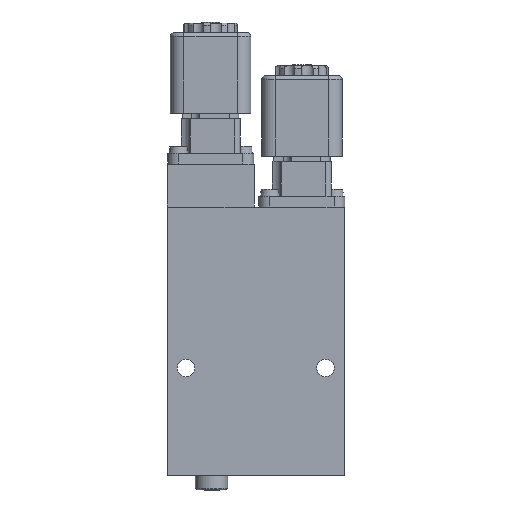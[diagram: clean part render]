
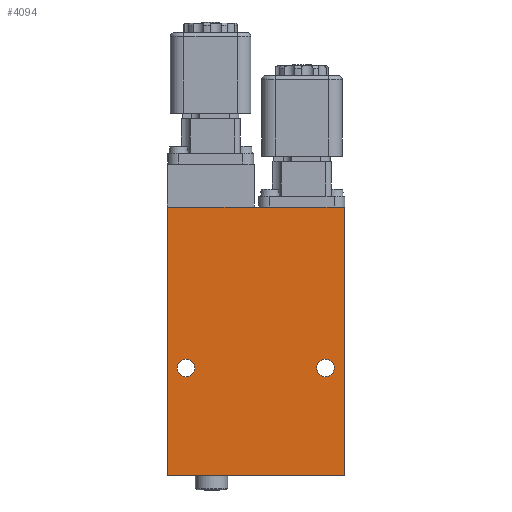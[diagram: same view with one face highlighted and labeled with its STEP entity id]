
A CAD part, front view. The second image highlights one B-rep face of the part: STEP entity #4094.
In plain terms, the highlighted planar face has unit normal (0, -1, 0).
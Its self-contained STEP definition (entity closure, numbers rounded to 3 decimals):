
#3855=CARTESIAN_POINT('',(38.0,-13.,0.0));
#3856=VERTEX_POINT('',#3855);
#3863=CARTESIAN_POINT('',(-28.,-13.0,0.0));
#3864=VERTEX_POINT('',#3863);
#3865=CARTESIAN_POINT('',(38.0,-13.,0.0));
#3866=DIRECTION('',(-1.0,0.0,0.0));
#3867=VECTOR('',#3866,66.);
#3868=LINE('',#3865,#3867);
#3869=EDGE_CURVE('',#3856,#3864,#3868,.T.);
#3995=CARTESIAN_POINT('',(-28.,-13.0,100.0));
#3996=VERTEX_POINT('',#3995);
#4005=CARTESIAN_POINT('',(-28.,-13.0,0.0));
#4006=DIRECTION('',(0.0,0.0,1.0));
#4007=VECTOR('',#4006,100.0);
#4008=LINE('',#4005,#4007);
#4009=EDGE_CURVE('',#3864,#3996,#4008,.T.);
#4025=CARTESIAN_POINT('',(38.0,-13.,0.0));
#4026=DIRECTION('',(0.0,-1.0,0.0));
#4027=DIRECTION('',(0.0,0.0,-1.0));
#4028=AXIS2_PLACEMENT_3D('',#4025,#4026,#4027);
#4029=PLANE('',#4028);
#4030=CARTESIAN_POINT('',(38.0,-13.,100.0));
#4031=VERTEX_POINT('',#4030);
#4032=CARTESIAN_POINT('',(34.,-13.,100.));
#4033=VERTEX_POINT('',#4032);
#4034=CARTESIAN_POINT('',(38.0,-13.,100.0));
#4035=DIRECTION('',(-1.0,0.0,0.0));
#4036=VECTOR('',#4035,4.);
#4037=LINE('',#4034,#4036);
#4038=EDGE_CURVE('',#4031,#4033,#4037,.T.);
#4039=ORIENTED_EDGE('',*,*,#4038,.T.);
#4040=CARTESIAN_POINT('',(10.,-13.,100.));
#4041=VERTEX_POINT('',#4040);
#4042=CARTESIAN_POINT('',(34.,-13.,100.0));
#4043=DIRECTION('',(-1.0,0.0,0.0));
#4044=VECTOR('',#4043,24.);
#4045=LINE('',#4042,#4044);
#4046=EDGE_CURVE('',#4033,#4041,#4045,.T.);
#4047=ORIENTED_EDGE('',*,*,#4046,.T.);
#4048=CARTESIAN_POINT('',(4.2,-13.,100.0));
#4049=VERTEX_POINT('',#4048);
#4050=CARTESIAN_POINT('',(10.,-13.,100.0));
#4051=DIRECTION('',(-1.0,0.0,0.0));
#4052=VECTOR('',#4051,5.8);
#4053=LINE('',#4050,#4052);
#4054=EDGE_CURVE('',#4041,#4049,#4053,.T.);
#4055=ORIENTED_EDGE('',*,*,#4054,.T.);
#4056=CARTESIAN_POINT('',(4.2,-13.,100.0));
#4057=DIRECTION('',(-1.0,0.0,0.0));
#4058=VECTOR('',#4057,32.2);
#4059=LINE('',#4056,#4058);
#4060=EDGE_CURVE('',#4049,#3996,#4059,.T.);
#4061=ORIENTED_EDGE('',*,*,#4060,.T.);
#4062=ORIENTED_EDGE('',*,*,#4009,.F.);
#4063=ORIENTED_EDGE('',*,*,#3869,.F.);
#4064=CARTESIAN_POINT('',(38.0,-13.,0.0));
#4065=DIRECTION('',(0.0,0.0,1.0));
#4066=VECTOR('',#4065,100.0);
#4067=LINE('',#4064,#4066);
#4068=EDGE_CURVE('',#3856,#4031,#4067,.T.);
#4069=ORIENTED_EDGE('',*,*,#4068,.T.);
#4070=EDGE_LOOP('',(#4039,#4047,#4055,#4061,#4062,#4063,#4069));
#4071=FACE_OUTER_BOUND('',#4070,.T.);
#4072=CARTESIAN_POINT('',(-24.45,-13.,40.0));
#4073=VERTEX_POINT('',#4072);
#4074=CARTESIAN_POINT('',(-21.2,-13.,40.0));
#4075=DIRECTION('',(0.0,1.0,0.0));
#4076=DIRECTION('',(1.0,0.0,0.0));
#4077=AXIS2_PLACEMENT_3D('',#4074,#4075,#4076);
#4078=CIRCLE('',#4077,3.25);
#4079=EDGE_CURVE('',#4073,#4073,#4078,.T.);
#4080=ORIENTED_EDGE('',*,*,#4079,.T.);
#4081=EDGE_LOOP('',(#4080));
#4082=FACE_BOUND('',#4081,.T.);
#4083=CARTESIAN_POINT('',(27.55,-13.,40.0));
#4084=VERTEX_POINT('',#4083);
#4085=CARTESIAN_POINT('',(30.8,-13.,40.0));
#4086=DIRECTION('',(0.0,1.0,0.0));
#4087=DIRECTION('',(1.0,0.0,0.0));
#4088=AXIS2_PLACEMENT_3D('',#4085,#4086,#4087);
#4089=CIRCLE('',#4088,3.25);
#4090=EDGE_CURVE('',#4084,#4084,#4089,.T.);
#4091=ORIENTED_EDGE('',*,*,#4090,.T.);
#4092=EDGE_LOOP('',(#4091));
#4093=FACE_BOUND('',#4092,.T.);
#4094=ADVANCED_FACE('',(#4071,#4082,#4093),#4029,.T.);
